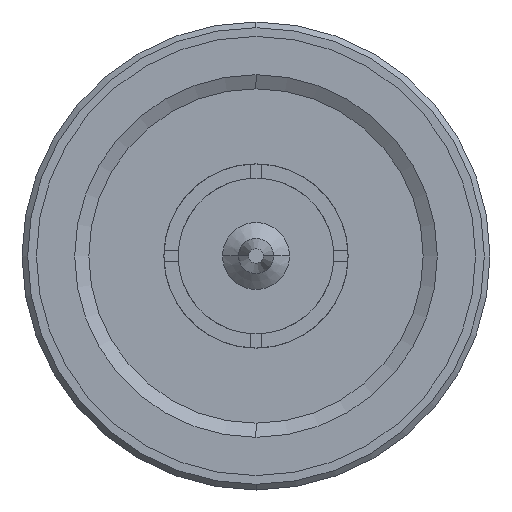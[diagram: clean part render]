
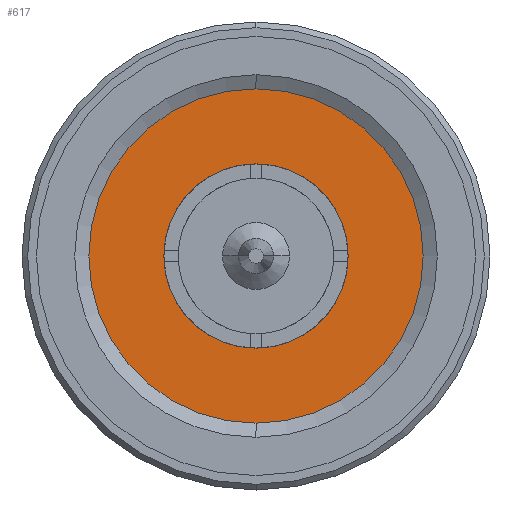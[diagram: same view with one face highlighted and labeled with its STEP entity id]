
A CAD part, front view. The second image highlights one B-rep face of the part: STEP entity #617.
In plain terms, the highlighted face is planar.
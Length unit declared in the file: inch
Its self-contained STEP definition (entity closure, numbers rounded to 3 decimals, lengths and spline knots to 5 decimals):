
#106 = EDGE_CURVE ( 'NONE', #234, #107, #1258, .T. ) ;
#107 = VERTEX_POINT ( 'NONE', #1253 ) ;
#186 = VERTEX_POINT ( 'NONE', #1530 ) ;
#234 = VERTEX_POINT ( 'NONE', #1372 ) ;
#258 = EDGE_CURVE ( 'NONE', #186, #259, #1747, .T. ) ;
#259 = VERTEX_POINT ( 'NONE', #1742 ) ;
#616 = EDGE_CURVE ( 'NONE', #259, #186, #2220, .T. ) ;
#617 = ADVANCED_FACE ( 'NONE', ( #2211, #2210 ), #2209, .T. ) ;
#618 = EDGE_LOOP ( 'NONE', ( #619, #621 ) ) ;
#619 = ORIENTED_EDGE ( 'NONE', *, *, #620, .T. ) ;
#620 = EDGE_CURVE ( 'NONE', #107, #234, #2398, .T. ) ;
#621 = ORIENTED_EDGE ( 'NONE', *, *, #106, .T. ) ;
#622 = EDGE_LOOP ( 'NONE', ( #623, #624 ) ) ;
#623 = ORIENTED_EDGE ( 'NONE', *, *, #616, .F. ) ;
#624 = ORIENTED_EDGE ( 'NONE', *, *, #258, .F. ) ;
#1253 = CARTESIAN_POINT ( 'NONE',  ( 0.364, 0., -0.32 ) ) ;
#1254 = DIRECTION ( 'NONE',  ( 0., 0., -1. ) ) ;
#1255 = DIRECTION ( 'NONE',  ( 1., 0., 0. ) ) ;
#1256 = CARTESIAN_POINT ( 'NONE',  ( 0.364, 0., 0. ) ) ;
#1257 = AXIS2_PLACEMENT_3D ( 'NONE', #1256, #1255, #1254 ) ;
#1258 = CIRCLE ( 'NONE', #1257, 0.32 ) ;
#1372 = CARTESIAN_POINT ( 'NONE',  ( 0.364, 0., 0.32 ) ) ;
#1530 = CARTESIAN_POINT ( 'NONE',  ( 0.364, 0., -0.1625 ) ) ;
#1742 = CARTESIAN_POINT ( 'NONE',  ( 0.364, 0., 0.1625 ) ) ;
#1743 = DIRECTION ( 'NONE',  ( 0., 0., -1. ) ) ;
#1744 = DIRECTION ( 'NONE',  ( 1., 0., 0. ) ) ;
#1745 = CARTESIAN_POINT ( 'NONE',  ( 0.364, 0., 0. ) ) ;
#1746 = AXIS2_PLACEMENT_3D ( 'NONE', #1745, #1744, #1743 ) ;
#1747 = CIRCLE ( 'NONE', #1746, 0.1625 ) ;
#1899 = DIRECTION ( 'NONE',  ( 1., 0., 0. ) ) ;
#2099 = DIRECTION ( 'NONE',  ( 0., 0., -1. ) ) ;
#2207 = CARTESIAN_POINT ( 'NONE',  ( 0.364, 0., 0. ) ) ;
#2208 = AXIS2_PLACEMENT_3D ( 'NONE', #2207, #1899, #2099 ) ;
#2209 = PLANE ( 'NONE',  #2208 ) ;
#2210 = FACE_BOUND ( 'NONE', #622, .T. ) ;
#2211 = FACE_OUTER_BOUND ( 'NONE', #618, .T. ) ;
#2212 = DIRECTION ( 'NONE',  ( 0., 0., -1. ) ) ;
#2213 = DIRECTION ( 'NONE',  ( 1., 0., 0. ) ) ;
#2214 = CARTESIAN_POINT ( 'NONE',  ( 0.364, 0., 0. ) ) ;
#2215 = AXIS2_PLACEMENT_3D ( 'NONE', #2214, #2213, #2212 ) ;
#2220 = CIRCLE ( 'NONE', #2215, 0.1625 ) ;
#2335 = CARTESIAN_POINT ( 'NONE',  ( 0.364, 0., 0. ) ) ;
#2394 = DIRECTION ( 'NONE',  ( 0., 0., -1. ) ) ;
#2395 = DIRECTION ( 'NONE',  ( 1., 0., 0. ) ) ;
#2397 = AXIS2_PLACEMENT_3D ( 'NONE', #2335, #2395, #2394 ) ;
#2398 = CIRCLE ( 'NONE', #2397, 0.32 ) ;
